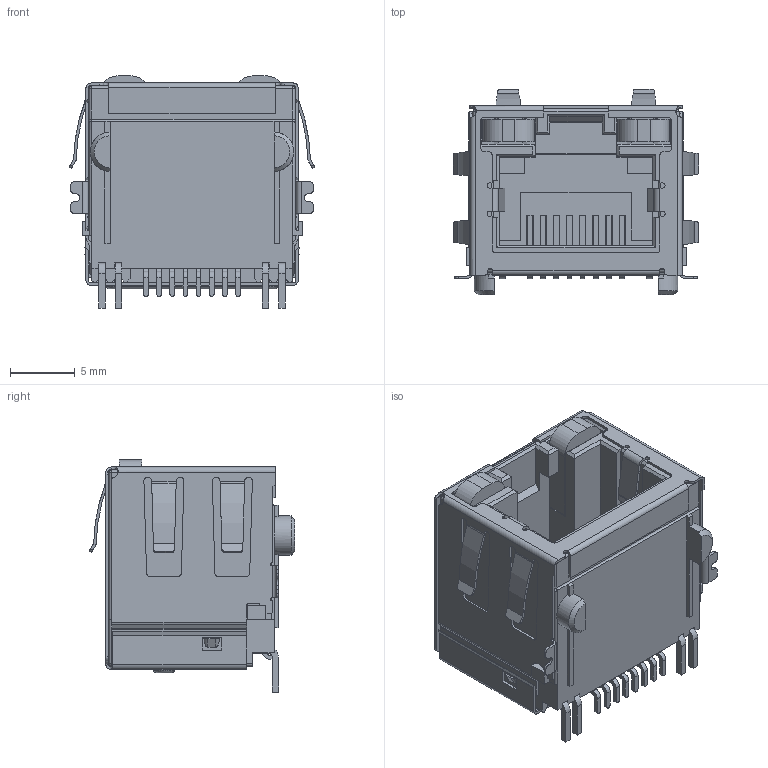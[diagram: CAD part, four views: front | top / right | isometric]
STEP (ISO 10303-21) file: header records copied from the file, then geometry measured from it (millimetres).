
FILE_DESCRIPTION (( 'STEP AP203' ), '1' );
FILE_NAME ('J6D018894L11212.STEP', '2020-03-19T11:09:51', ( '' ), ( '' ), 'SwSTEP 2.0', 'SolidWorks 2016', '' );
FILE_SCHEMA (( 'CONFIG_CONTROL_DESIGN' ));
Length unit declared in the file: millimetre
Products named in the file (6): 6D Contacts; J6D018894L11212; 6D LED RH_1-Yellow; 6D Insulator; 6D LED LH_1-Yellow; 6D Shield_LED - EMI
Assembly tree (5 placements, depth 2):
  J6D018894L11212
    6D Insulator
    6D Contacts
    6D LED LH_1-Yellow
    6D LED RH_1-Yellow
    6D Shield_LED - EMI
Bounding box: 19.06 x 15.95 x 18 mm (x, y, z)
Volume: 1790 mm3; surface area: 4795.6 mm2
Topology: 12 solids, 12 shells, 1028 faces, 2872 edges, 1842 vertices
Faces by surface type: plane 701, cylinder 282, bspline 28, torus 11, sphere 4, cone 2
Entity records: 34306 total; most frequent: CARTESIAN_POINT 7365, ORIENTED_EDGE 5732, DIRECTION 5203, EDGE_CURVE 2866, LINE 2243, VECTOR 2243, VERTEX_POINT 1842, AXIS2_PLACEMENT_3D 1480
